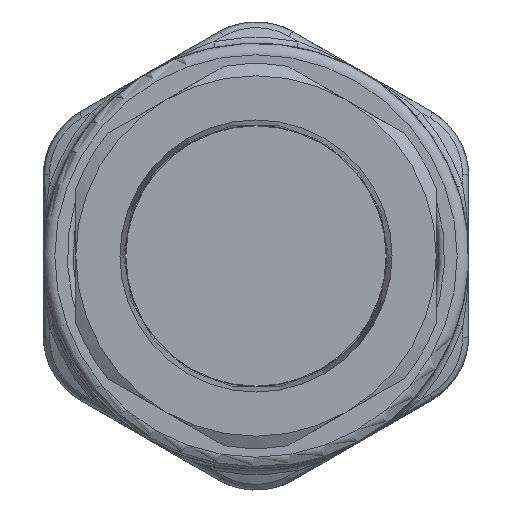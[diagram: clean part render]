
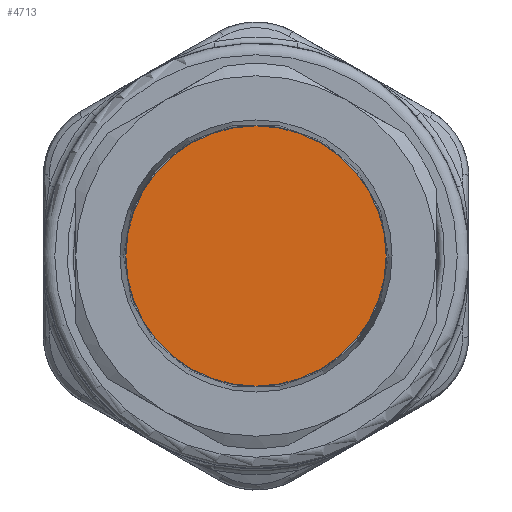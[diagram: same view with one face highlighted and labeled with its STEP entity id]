
A CAD part, front view. The second image highlights one B-rep face of the part: STEP entity #4713.
In plain terms, the highlighted planar face has unit normal (0, -1, 0).
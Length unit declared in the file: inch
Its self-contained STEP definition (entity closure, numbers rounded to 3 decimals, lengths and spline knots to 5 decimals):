
#876=FACE_OUTER_BOUND('',#1182,.T.);
#1182=EDGE_LOOP('',(#2918));
#1502=CIRCLE('',#5044,0.58268);
#1784=VERTEX_POINT('',#6983);
#2202=EDGE_CURVE('',#1784,#1784,#1502,.T.);
#2918=ORIENTED_EDGE('',*,*,#2202,.F.);
#4350=PLANE('',#5043);
#4713=ADVANCED_FACE('',(#876),#4350,.F.);
#5043=AXIS2_PLACEMENT_3D('',#6982,#5637,#5638);
#5044=AXIS2_PLACEMENT_3D('',#6984,#5639,#5640);
#5637=DIRECTION('center_axis',(0.,1.,0.));
#5638=DIRECTION('ref_axis',(1.,0.,0.));
#5639=DIRECTION('center_axis',(0.,1.,0.));
#5640=DIRECTION('ref_axis',(0.,0.,-1.));
#6982=CARTESIAN_POINT('Origin',(0.,0.,0.58268));
#6983=CARTESIAN_POINT('',(0.,0.,-0.58268));
#6984=CARTESIAN_POINT('Origin',(0.,0.,0.));
